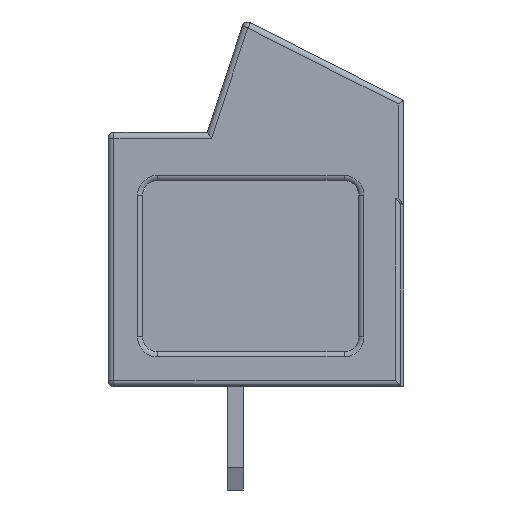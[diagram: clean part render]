
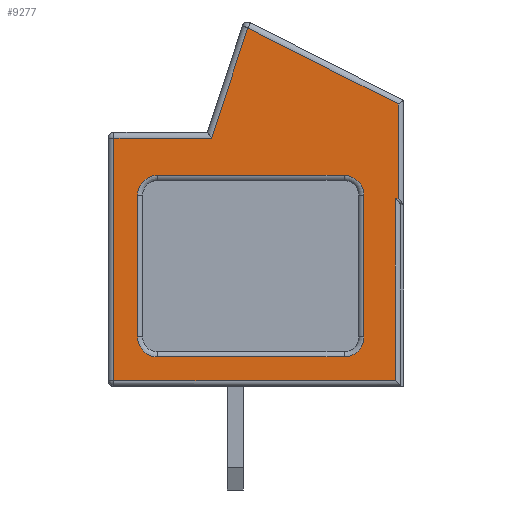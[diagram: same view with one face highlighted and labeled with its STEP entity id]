
A CAD part, left-side view. The second image highlights one B-rep face of the part: STEP entity #9277.
In plain terms, the highlighted planar face has unit normal (-1, 0, 0).
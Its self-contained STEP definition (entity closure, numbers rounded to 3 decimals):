
#376 = AXIS2_PLACEMENT_3D ( 'NONE', #20678, #26718, #20036 ) ;
#638 = EDGE_CURVE ( 'NONE', #7791, #15079, #13925, .T. ) ;
#666 = ORIENTED_EDGE ( 'NONE', *, *, #638, .T. ) ;
#764 = ORIENTED_EDGE ( 'NONE', *, *, #4333, .T. ) ;
#790 = CARTESIAN_POINT ( 'NONE',  ( -14.55, 4.3, 0.2 ) ) ;
#861 = CIRCLE ( 'NONE', #376, 0.673 ) ;
#1245 = VERTEX_POINT ( 'NONE', #3788 ) ;
#1276 = DIRECTION ( 'NONE',  ( 0., 0., -1. ) ) ;
#1351 = ORIENTED_EDGE ( 'NONE', *, *, #16740, .T. ) ;
#1430 = CARTESIAN_POINT ( 'NONE',  ( -14.55, 2.631, 0.998 ) ) ;
#2089 = ORIENTED_EDGE ( 'NONE', *, *, #7159, .T. ) ;
#2112 = VECTOR ( 'NONE', #8808, 1000. ) ;
#2456 = DIRECTION ( 'NONE',  ( 0., -1., 0. ) ) ;
#2459 = DIRECTION ( 'NONE',  ( 0., 0., -1. ) ) ;
#2886 = VERTEX_POINT ( 'NONE', #9795 ) ;
#2913 = VERTEX_POINT ( 'NONE', #25359 ) ;
#3189 = CARTESIAN_POINT ( 'NONE',  ( -14.55, -0.427, 12.117 ) ) ;
#3472 = CARTESIAN_POINT ( 'NONE',  ( -14.55, 4.1, 12.4 ) ) ;
#3694 = CARTESIAN_POINT ( 'NONE',  ( -14.55, -3.676, 6.461 ) ) ;
#3788 = CARTESIAN_POINT ( 'NONE',  ( -14.55, -5.5, 6.345 ) ) ;
#4280 = CARTESIAN_POINT ( 'NONE',  ( -14.55, 2.631, 6.461 ) ) ;
#4333 = EDGE_CURVE ( 'NONE', #28588, #22017, #8688, .T. ) ;
#4347 = CARTESIAN_POINT ( 'NONE',  ( -14.55, 4.3, 0.998 ) ) ;
#4567 = AXIS2_PLACEMENT_3D ( 'NONE', #14899, #6309, #5738 ) ;
#5029 = FACE_BOUND ( 'NONE', #10568, .T. ) ;
#5649 = DIRECTION ( 'NONE',  ( 0., 0., 1. ) ) ;
#5650 = ORIENTED_EDGE ( 'NONE', *, *, #6212, .T. ) ;
#5684 = VERTEX_POINT ( 'NONE', #17778 ) ;
#5738 = DIRECTION ( 'NONE',  ( 0., 0., -1. ) ) ;
#5793 = CARTESIAN_POINT ( 'NONE',  ( -14.55, -5.5, 12.4 ) ) ;
#5857 = CARTESIAN_POINT ( 'NONE',  ( -14.55, 0.805, 8.392 ) ) ;
#6089 = VECTOR ( 'NONE', #2456, 1000. ) ;
#6140 = DIRECTION ( 'NONE',  ( 1., 0., 0. ) ) ;
#6212 = EDGE_CURVE ( 'NONE', #5684, #6846, #861, .T. ) ;
#6309 = DIRECTION ( 'NONE',  ( 1., 0., 0. ) ) ;
#6394 = CARTESIAN_POINT ( 'NONE',  ( -14.55, 3.304, 1.671 ) ) ;
#6817 = EDGE_CURVE ( 'NONE', #8586, #24682, #26648, .T. ) ;
#6846 = VERTEX_POINT ( 'NONE', #20113 ) ;
#7159 = EDGE_CURVE ( 'NONE', #2886, #28588, #26867, .T. ) ;
#7339 = PLANE ( 'NONE',  #9917 ) ;
#7767 = AXIS2_PLACEMENT_3D ( 'NONE', #3694, #6140, #15042 ) ;
#7791 = VERTEX_POINT ( 'NONE', #22584 ) ;
#8209 = VECTOR ( 'NONE', #15380, 1000. ) ;
#8377 = CARTESIAN_POINT ( 'NONE',  ( -14.55, -0.045, 10.963 ) ) ;
#8566 = LINE ( 'NONE', #4347, #20565 ) ;
#8586 = VERTEX_POINT ( 'NONE', #6394 ) ;
#8688 = LINE ( 'NONE', #8377, #8209 ) ;
#8808 = DIRECTION ( 'NONE',  ( 0., 0.892, 0.452 ) ) ;
#8833 = EDGE_CURVE ( 'NONE', #6846, #23946, #8566, .T. ) ;
#8858 = DIRECTION ( 'NONE',  ( 0., -1., 0. ) ) ;
#8959 = ORIENTED_EDGE ( 'NONE', *, *, #15479, .T. ) ;
#9023 = AXIS2_PLACEMENT_3D ( 'NONE', #4280, #19303, #19587 ) ;
#9277 = ADVANCED_FACE ( 'NONE', ( #16089, #5029 ), #7339, .F. ) ;
#9515 = CIRCLE ( 'NONE', #9023, 0.673 ) ;
#9795 = CARTESIAN_POINT ( 'NONE',  ( -14.55, -5.5, 9.546 ) ) ;
#9917 = AXIS2_PLACEMENT_3D ( 'NONE', #27725, #14583, #16795 ) ;
#10568 = EDGE_LOOP ( 'NONE', ( #666, #1351, #16900, #5650, #13309, #27013, #14839, #26045 ) ) ;
#10617 = CIRCLE ( 'NONE', #7767, 0.673 ) ;
#11085 = LINE ( 'NONE', #22415, #28290 ) ;
#11236 = DIRECTION ( 'NONE',  ( 0., 0., 1. ) ) ;
#11419 = CARTESIAN_POINT ( 'NONE',  ( -14.55, 3.304, 6.461 ) ) ;
#12091 = LINE ( 'NONE', #3472, #21937 ) ;
#12666 = VECTOR ( 'NONE', #28613, 1000. ) ;
#12790 = DIRECTION ( 'NONE',  ( 0., 1., 0. ) ) ;
#12892 = ORIENTED_EDGE ( 'NONE', *, *, #23148, .T. ) ;
#13309 = ORIENTED_EDGE ( 'NONE', *, *, #8833, .T. ) ;
#13412 = VECTOR ( 'NONE', #5649, 1000. ) ;
#13487 = CARTESIAN_POINT ( 'NONE',  ( -14.55, 4.3, 6.345 ) ) ;
#13896 = CARTESIAN_POINT ( 'NONE',  ( -14.55, -3.676, 7.134 ) ) ;
#13925 = LINE ( 'NONE', #15862, #16786 ) ;
#14007 = VERTEX_POINT ( 'NONE', #14940 ) ;
#14044 = ORIENTED_EDGE ( 'NONE', *, *, #26251, .T. ) ;
#14133 = CARTESIAN_POINT ( 'NONE',  ( -14.55, 4.1, 0.2 ) ) ;
#14583 = DIRECTION ( 'NONE',  ( 1., 0., 0. ) ) ;
#14839 = ORIENTED_EDGE ( 'NONE', *, *, #6817, .T. ) ;
#14899 = CARTESIAN_POINT ( 'NONE',  ( -14.55, 2.631, 1.671 ) ) ;
#14940 = CARTESIAN_POINT ( 'NONE',  ( -14.55, -4.349, 6.461 ) ) ;
#15042 = DIRECTION ( 'NONE',  ( 0., 0., -1. ) ) ;
#15079 = VERTEX_POINT ( 'NONE', #13896 ) ;
#15380 = DIRECTION ( 'NONE',  ( 0., 0.314, -0.949 ) ) ;
#15414 = EDGE_CURVE ( 'NONE', #2913, #27932, #12091, .T. ) ;
#15479 = EDGE_CURVE ( 'NONE', #22017, #2913, #20970, .T. ) ;
#15862 = CARTESIAN_POINT ( 'NONE',  ( -14.55, 4.3, 7.134 ) ) ;
#16089 = FACE_OUTER_BOUND ( 'NONE', #20334, .T. ) ;
#16740 = EDGE_CURVE ( 'NONE', #15079, #14007, #10617, .T. ) ;
#16786 = VECTOR ( 'NONE', #24757, 1000. ) ;
#16795 = DIRECTION ( 'NONE',  ( 0., 0., -1. ) ) ;
#16900 = ORIENTED_EDGE ( 'NONE', *, *, #26382, .T. ) ;
#16984 = EDGE_CURVE ( 'NONE', #23946, #8586, #17088, .T. ) ;
#17088 = CIRCLE ( 'NONE', #4567, 0.673 ) ;
#17720 = LINE ( 'NONE', #13487, #6089 ) ;
#17729 = EDGE_CURVE ( 'NONE', #20087, #18680, #28179, .T. ) ;
#17778 = CARTESIAN_POINT ( 'NONE',  ( -14.55, -4.349, 1.671 ) ) ;
#18680 = VERTEX_POINT ( 'NONE', #21398 ) ;
#19303 = DIRECTION ( 'NONE',  ( 1., 0., 0. ) ) ;
#19569 = EDGE_CURVE ( 'NONE', #18680, #1245, #17720, .T. ) ;
#19587 = DIRECTION ( 'NONE',  ( 0., 0., -1. ) ) ;
#20036 = DIRECTION ( 'NONE',  ( 0., 0., -1. ) ) ;
#20087 = VERTEX_POINT ( 'NONE', #21206 ) ;
#20113 = CARTESIAN_POINT ( 'NONE',  ( -14.55, -3.676, 0.998 ) ) ;
#20334 = EDGE_LOOP ( 'NONE', ( #20483, #12892, #24445, #24806, #14044, #2089, #764, #8959 ) ) ;
#20483 = ORIENTED_EDGE ( 'NONE', *, *, #15414, .T. ) ;
#20558 = VECTOR ( 'NONE', #21253, 1000. ) ;
#20565 = VECTOR ( 'NONE', #12790, 1000. ) ;
#20678 = CARTESIAN_POINT ( 'NONE',  ( -14.55, -3.676, 1.671 ) ) ;
#20778 = LINE ( 'NONE', #790, #28809 ) ;
#20970 = LINE ( 'NONE', #21396, #20558 ) ;
#21206 = CARTESIAN_POINT ( 'NONE',  ( -14.55, -5.4, 0.2 ) ) ;
#21253 = DIRECTION ( 'NONE',  ( 0., 1., 0. ) ) ;
#21396 = CARTESIAN_POINT ( 'NONE',  ( -14.55, 4.3, 8.392 ) ) ;
#21398 = CARTESIAN_POINT ( 'NONE',  ( -14.55, -5.4, 6.345 ) ) ;
#21937 = VECTOR ( 'NONE', #1276, 1000. ) ;
#22017 = VERTEX_POINT ( 'NONE', #5857 ) ;
#22357 = CARTESIAN_POINT ( 'NONE',  ( -14.55, 3.449, 14.08 ) ) ;
#22415 = CARTESIAN_POINT ( 'NONE',  ( -14.55, -4.349, 12.4 ) ) ;
#22452 = EDGE_CURVE ( 'NONE', #24682, #7791, #9515, .T. ) ;
#22584 = CARTESIAN_POINT ( 'NONE',  ( -14.55, 2.631, 7.134 ) ) ;
#23148 = EDGE_CURVE ( 'NONE', #27932, #20087, #20778, .T. ) ;
#23683 = CARTESIAN_POINT ( 'NONE',  ( -14.55, -5.4, 12.4 ) ) ;
#23946 = VERTEX_POINT ( 'NONE', #1430 ) ;
#23967 = VECTOR ( 'NONE', #11236, 1000. ) ;
#24445 = ORIENTED_EDGE ( 'NONE', *, *, #17729, .T. ) ;
#24682 = VERTEX_POINT ( 'NONE', #11419 ) ;
#24757 = DIRECTION ( 'NONE',  ( 0., -1., 0. ) ) ;
#24806 = ORIENTED_EDGE ( 'NONE', *, *, #19569, .T. ) ;
#25359 = CARTESIAN_POINT ( 'NONE',  ( -14.55, 4.1, 8.392 ) ) ;
#26045 = ORIENTED_EDGE ( 'NONE', *, *, #22452, .T. ) ;
#26251 = EDGE_CURVE ( 'NONE', #1245, #2886, #27805, .T. ) ;
#26382 = EDGE_CURVE ( 'NONE', #14007, #5684, #11085, .T. ) ;
#26648 = LINE ( 'NONE', #26940, #23967 ) ;
#26718 = DIRECTION ( 'NONE',  ( 1., 0., 0. ) ) ;
#26867 = LINE ( 'NONE', #22357, #2112 ) ;
#26940 = CARTESIAN_POINT ( 'NONE',  ( -14.55, 3.304, 12.4 ) ) ;
#27013 = ORIENTED_EDGE ( 'NONE', *, *, #16984, .T. ) ;
#27725 = CARTESIAN_POINT ( 'NONE',  ( -14.55, 4.3, 12.4 ) ) ;
#27805 = LINE ( 'NONE', #5793, #13412 ) ;
#27932 = VERTEX_POINT ( 'NONE', #14133 ) ;
#28179 = LINE ( 'NONE', #23683, #12666 ) ;
#28290 = VECTOR ( 'NONE', #2459, 1000. ) ;
#28588 = VERTEX_POINT ( 'NONE', #3189 ) ;
#28613 = DIRECTION ( 'NONE',  ( 0., 0., 1. ) ) ;
#28809 = VECTOR ( 'NONE', #8858, 1000. ) ;
